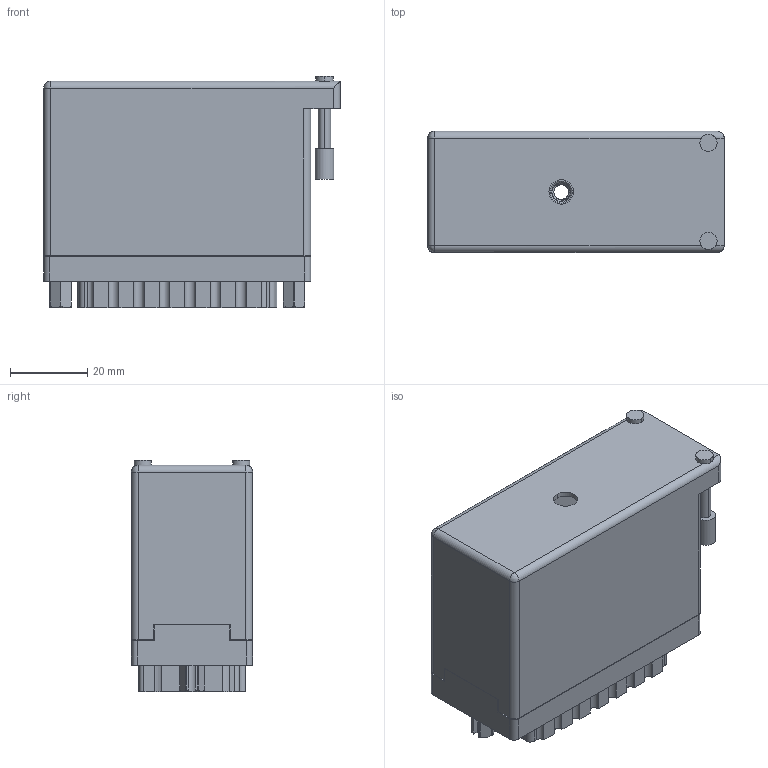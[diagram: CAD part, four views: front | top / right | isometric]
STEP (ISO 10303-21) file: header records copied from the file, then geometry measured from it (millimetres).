
FILE_DESCRIPTION (( 'STEP AP203' ), '1' );
FILE_NAME ('516-090-000-652.STEP', '2020-03-06T16:59:44', ( '' ), ( '' ), 'SwSTEP 2.0', 'SolidWorks 2016', '' );
FILE_SCHEMA (( 'CONFIG_CONTROL_DESIGN' ));
Length unit declared in the file: inch
Products named in the file (7): 516 Part Receptacle_090; 516-252-095-100; 516-221-090-102_091; 516-221-090-102_090; 516-090-000-652; 516-230-001_Metal - 090 Side Entry; 516-252-091-102
Assembly tree (7 placements, depth 2):
  516-090-000-652
    516 Part Receptacle_090
    516-230-001_Metal - 090 Side Entry
    516-252-091-102  x2
    516-221-090-102_090
    516-252-095-100
    516-221-090-102_091
Bounding box: 76.66 x 31.34 x 59.84 mm (x, y, z)
Volume: 35149.3 mm3; surface area: 53181.6 mm2
Topology: 7 solids, 7 shells, 2194 faces, 6443 edges, 4277 vertices
Faces by surface type: plane 1465, cylinder 653, cone 46, bspline 28, sphere 2
Entity records: 80269 total; most frequent: CARTESIAN_POINT 20380, ORIENTED_EDGE 12718, DIRECTION 12098, EDGE_CURVE 6359, VECTOR 4518, LINE 4518, VERTEX_POINT 4225, AXIS2_PLACEMENT_3D 3790
